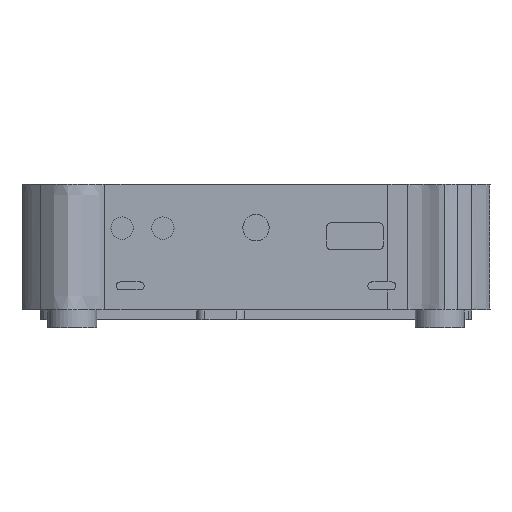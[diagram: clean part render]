
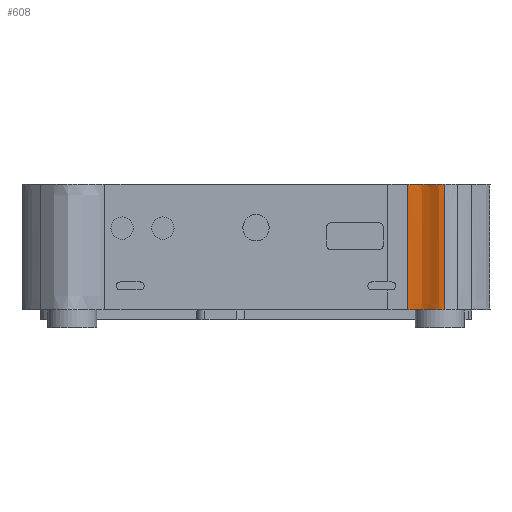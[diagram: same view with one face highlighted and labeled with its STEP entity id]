
A CAD part, front view. The second image highlights one B-rep face of the part: STEP entity #608.
In plain terms, the highlighted face is a extrusion surface.
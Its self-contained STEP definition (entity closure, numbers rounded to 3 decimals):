
#608=ADVANCED_FACE('',(#901),#870,.F.);
#870=SURFACE_OF_LINEAR_EXTRUSION('',#4728,#1935);
#901=FACE_OUTER_BOUND('',#1183,.T.);
#1183=EDGE_LOOP('',(#2521,#2522,#2523,#2524));
#1534=LINE('',#7908,#1902);
#1562=LINE('',#8652,#1934);
#1902=VECTOR('',#5315,1.);
#1934=VECTOR('',#5411,1.);
#1935=VECTOR('',#5412,1.);
#2521=ORIENTED_EDGE('',*,*,#4175,.T.);
#2522=ORIENTED_EDGE('',*,*,#4232,.F.);
#2523=ORIENTED_EDGE('',*,*,#4233,.F.);
#2524=ORIENTED_EDGE('',*,*,#4146,.T.);
#3683=VERTEX_POINT('',#7907);
#3684=VERTEX_POINT('',#7909);
#3709=VERTEX_POINT('',#8208);
#3760=VERTEX_POINT('',#8653);
#4146=EDGE_CURVE('',#3684,#3683,#1534,.T.);
#4175=EDGE_CURVE('',#3683,#3709,#4709,.T.);
#4232=EDGE_CURVE('',#3760,#3709,#1562,.T.);
#4233=EDGE_CURVE('',#3684,#3760,#4727,.T.);
#4709=B_SPLINE_CURVE_WITH_KNOTS('',3,(#8209,#8210,#8211,#8212,#8213,#8214,
#8215,#8216,#8217,#8218,#8219,#8220,#8221,#8222,#8223,#8224,#8225,#8226,
#8227,#8228,#8229,#8230,#8231),.UNSPECIFIED.,.F.,.F.,(4,1,1,1,1,1,1,1,1,
1,1,1,1,1,1,1,1,1,1,1,4),(0.,0.039,0.117,0.194,
0.272,0.35,0.428,0.467,
0.506,0.545,0.584,0.662,
0.74,0.759,0.779,0.818,
0.857,0.896,0.935,0.974,
1.),.UNSPECIFIED.);
#4727=B_SPLINE_CURVE_WITH_KNOTS('',3,(#8654,#8655,#8656,#8657,#8658,#8659,
#8660,#8661,#8662,#8663,#8664,#8665,#8666,#8667,#8668,#8669,#8670,#8671,
#8672,#8673,#8674,#8675,#8676),.UNSPECIFIED.,.F.,.F.,(4,1,1,1,1,1,1,1,1,
1,1,1,1,1,1,1,1,1,1,1,4),(0.,0.039,0.117,0.194,
0.272,0.35,0.428,0.467,
0.506,0.545,0.584,0.662,
0.74,0.759,0.779,0.818,
0.857,0.896,0.935,0.974,
1.),.UNSPECIFIED.);
#4728=B_SPLINE_CURVE_WITH_KNOTS('',3,(#8677,#8678,#8679,#8680,#8681,#8682,
#8683,#8684,#8685,#8686,#8687,#8688,#8689,#8690,#8691,#8692,#8693,#8694,
#8695,#8696,#8697,#8698,#8699),.UNSPECIFIED.,.F.,.F.,(4,1,1,1,1,1,1,1,1,
1,1,1,1,1,1,1,1,1,1,1,4),(0.,0.039,0.117,0.194,
0.272,0.35,0.428,0.467,
0.506,0.545,0.584,0.662,
0.74,0.759,0.779,0.818,
0.857,0.896,0.935,0.974,
1.),.UNSPECIFIED.);
#5315=DIRECTION('',(0.,0.,-1.));
#5411=DIRECTION('',(0.,0.,-1.));
#5412=DIRECTION('',(0.,0.,-1.));
#7907=CARTESIAN_POINT('',(38.,-90.053,-30.2));
#7908=CARTESIAN_POINT('',(38.,-90.053,1.3));
#7909=CARTESIAN_POINT('',(38.,-90.053,1.3));
#8208=CARTESIAN_POINT('',(47.318,-92.575,-30.2));
#8209=CARTESIAN_POINT('',(38.,-90.053,-30.2));
#8210=CARTESIAN_POINT('',(38.127,-90.053,-30.2));
#8211=CARTESIAN_POINT('',(38.51,-90.053,-30.2));
#8212=CARTESIAN_POINT('',(39.15,-90.057,-30.2));
#8213=CARTESIAN_POINT('',(39.918,-90.08,-30.2));
#8214=CARTESIAN_POINT('',(40.685,-90.138,-30.2));
#8215=CARTESIAN_POINT('',(41.446,-90.253,-30.2));
#8216=CARTESIAN_POINT('',(42.066,-90.418,-30.2));
#8217=CARTESIAN_POINT('',(42.545,-90.601,-30.2));
#8218=CARTESIAN_POINT('',(42.893,-90.766,-30.2));
#8219=CARTESIAN_POINT('',(43.229,-90.952,-30.2));
#8220=CARTESIAN_POINT('',(43.668,-91.217,-30.2));
#8221=CARTESIAN_POINT('',(44.207,-91.563,-30.2));
#8222=CARTESIAN_POINT('',(44.7,-91.861,-30.2));
#8223=CARTESIAN_POINT('',(45.039,-92.042,-30.2));
#8224=CARTESIAN_POINT('',(45.268,-92.158,-30.2));
#8225=CARTESIAN_POINT('',(45.56,-92.29,-30.2));
#8226=CARTESIAN_POINT('',(45.921,-92.422,-30.2));
#8227=CARTESIAN_POINT('',(46.293,-92.522,-30.2));
#8228=CARTESIAN_POINT('',(46.673,-92.581,-30.2));
#8229=CARTESIAN_POINT('',(47.017,-92.594,-30.2));
#8230=CARTESIAN_POINT('',(47.232,-92.583,-30.2));
#8231=CARTESIAN_POINT('',(47.318,-92.575,-30.2));
#8652=CARTESIAN_POINT('',(47.318,-92.575,1.3));
#8653=CARTESIAN_POINT('',(47.318,-92.575,1.3));
#8654=CARTESIAN_POINT('',(38.,-90.053,1.3));
#8655=CARTESIAN_POINT('',(38.127,-90.053,1.3));
#8656=CARTESIAN_POINT('',(38.51,-90.053,1.3));
#8657=CARTESIAN_POINT('',(39.15,-90.057,1.3));
#8658=CARTESIAN_POINT('',(39.918,-90.08,1.3));
#8659=CARTESIAN_POINT('',(40.685,-90.138,1.3));
#8660=CARTESIAN_POINT('',(41.446,-90.253,1.3));
#8661=CARTESIAN_POINT('',(42.066,-90.418,1.3));
#8662=CARTESIAN_POINT('',(42.545,-90.601,1.3));
#8663=CARTESIAN_POINT('',(42.893,-90.766,1.3));
#8664=CARTESIAN_POINT('',(43.229,-90.952,1.3));
#8665=CARTESIAN_POINT('',(43.668,-91.217,1.3));
#8666=CARTESIAN_POINT('',(44.207,-91.563,1.3));
#8667=CARTESIAN_POINT('',(44.7,-91.861,1.3));
#8668=CARTESIAN_POINT('',(45.039,-92.042,1.3));
#8669=CARTESIAN_POINT('',(45.268,-92.158,1.3));
#8670=CARTESIAN_POINT('',(45.56,-92.29,1.3));
#8671=CARTESIAN_POINT('',(45.921,-92.422,1.3));
#8672=CARTESIAN_POINT('',(46.293,-92.522,1.3));
#8673=CARTESIAN_POINT('',(46.673,-92.581,1.3));
#8674=CARTESIAN_POINT('',(47.017,-92.594,1.3));
#8675=CARTESIAN_POINT('',(47.232,-92.583,1.3));
#8676=CARTESIAN_POINT('',(47.318,-92.575,1.3));
#8677=CARTESIAN_POINT('',(38.,-90.053,1.3));
#8678=CARTESIAN_POINT('',(38.127,-90.053,1.3));
#8679=CARTESIAN_POINT('',(38.51,-90.053,1.3));
#8680=CARTESIAN_POINT('',(39.15,-90.057,1.3));
#8681=CARTESIAN_POINT('',(39.918,-90.08,1.3));
#8682=CARTESIAN_POINT('',(40.685,-90.138,1.3));
#8683=CARTESIAN_POINT('',(41.446,-90.253,1.3));
#8684=CARTESIAN_POINT('',(42.066,-90.418,1.3));
#8685=CARTESIAN_POINT('',(42.545,-90.601,1.3));
#8686=CARTESIAN_POINT('',(42.893,-90.766,1.3));
#8687=CARTESIAN_POINT('',(43.229,-90.952,1.3));
#8688=CARTESIAN_POINT('',(43.668,-91.217,1.3));
#8689=CARTESIAN_POINT('',(44.207,-91.563,1.3));
#8690=CARTESIAN_POINT('',(44.7,-91.861,1.3));
#8691=CARTESIAN_POINT('',(45.039,-92.042,1.3));
#8692=CARTESIAN_POINT('',(45.268,-92.158,1.3));
#8693=CARTESIAN_POINT('',(45.56,-92.29,1.3));
#8694=CARTESIAN_POINT('',(45.921,-92.422,1.3));
#8695=CARTESIAN_POINT('',(46.293,-92.522,1.3));
#8696=CARTESIAN_POINT('',(46.673,-92.581,1.3));
#8697=CARTESIAN_POINT('',(47.017,-92.594,1.3));
#8698=CARTESIAN_POINT('',(47.232,-92.583,1.3));
#8699=CARTESIAN_POINT('',(47.318,-92.575,1.3));
